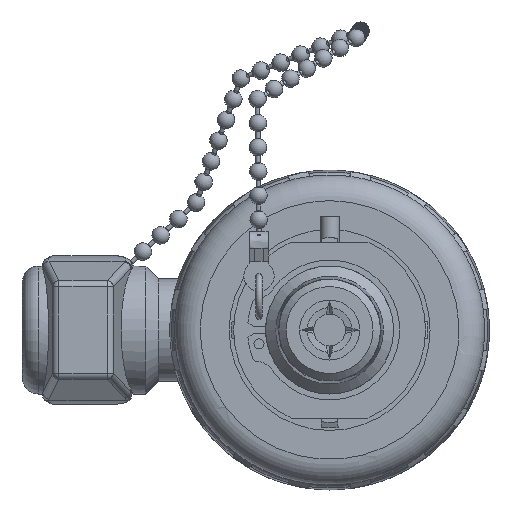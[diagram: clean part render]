
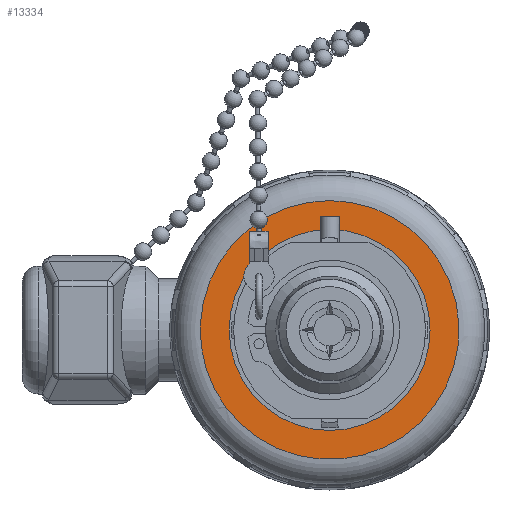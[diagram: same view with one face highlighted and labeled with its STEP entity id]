
A CAD part, left-side view. The second image highlights one B-rep face of the part: STEP entity #13334.
In plain terms, the highlighted planar face has unit normal (-1, 0, 0).
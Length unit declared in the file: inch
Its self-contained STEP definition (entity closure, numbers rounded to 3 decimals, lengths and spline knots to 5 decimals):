
#11130=CARTESIAN_POINT('',(-1.415,0.,0.785));
#11131=VERTEX_POINT('',#11130);
#11132=CARTESIAN_POINT('',(-1.415,0.,0.));
#11133=DIRECTION('',(-1.0,0.0,0.0));
#11134=DIRECTION('',(0.0,0.0,1.0));
#11135=AXIS2_PLACEMENT_3D('',#11132,#11133,#11134);
#11136=CIRCLE('',#11135,0.785);
#11137=EDGE_CURVE('',#11131,#11131,#11136,.T.);
#13315=CARTESIAN_POINT('',(-1.415,0.,0.998));
#13316=DIRECTION('',(-1.0,0.0,0.0));
#13317=DIRECTION('',(0.0,1.0,0.0));
#13318=AXIS2_PLACEMENT_3D('',#13315,#13316,#13317);
#13319=PLANE('',#13318);
#13320=CARTESIAN_POINT('',(-1.415,0.,1.011));
#13321=VERTEX_POINT('',#13320);
#13322=CARTESIAN_POINT('',(-1.415,0.,0.));
#13323=DIRECTION('',(1.0,0.0,0.0));
#13324=DIRECTION('',(0.0,0.0,-1.0));
#13325=AXIS2_PLACEMENT_3D('',#13322,#13323,#13324);
#13326=CIRCLE('',#13325,1.011);
#13327=EDGE_CURVE('',#13321,#13321,#13326,.T.);
#13328=ORIENTED_EDGE('',*,*,#13327,.F.);
#13329=EDGE_LOOP('',(#13328));
#13330=FACE_OUTER_BOUND('',#13329,.T.);
#13331=ORIENTED_EDGE('',*,*,#11137,.F.);
#13332=EDGE_LOOP('',(#13331));
#13333=FACE_BOUND('',#13332,.T.);
#13334=ADVANCED_FACE('',(#13330,#13333),#13319,.T.);
